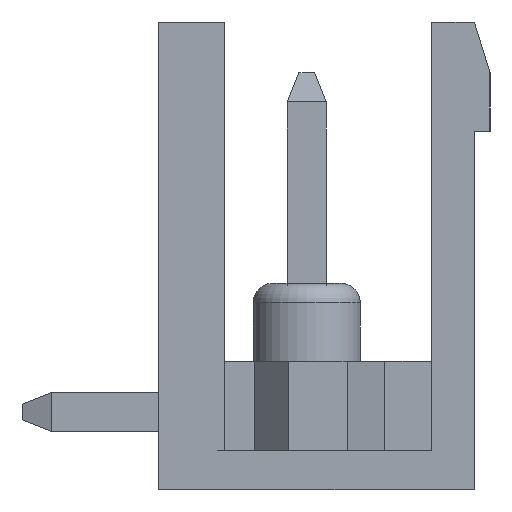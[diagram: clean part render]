
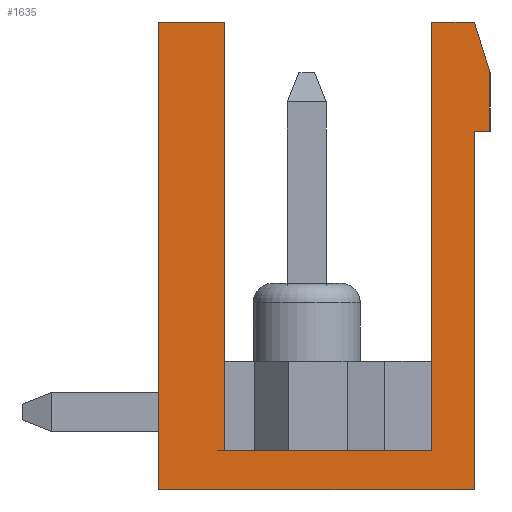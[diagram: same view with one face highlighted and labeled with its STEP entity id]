
A CAD part, left-side view. The second image highlights one B-rep face of the part: STEP entity #1635.
In plain terms, the highlighted planar face has unit normal (-1, 0, 0).
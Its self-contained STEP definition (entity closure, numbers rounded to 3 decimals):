
#1635 = ADVANCED_FACE( '', ( #3687 ), #3688, .F. );
#3687 = FACE_OUTER_BOUND( '', #6269, .T. );
#3688 = PLANE( '', #6270 );
#6269 = EDGE_LOOP( '', ( #10484, #10485, #10486, #10487, #10488, #10489, #10490, #10491, #10492, #10493, #10494 ) );
#6270 = AXIS2_PLACEMENT_3D( '', #10495, #10496, #10497 );
#10484 = ORIENTED_EDGE( '', *, *, #17422, .T. );
#10485 = ORIENTED_EDGE( '', *, *, #17423, .F. );
#10486 = ORIENTED_EDGE( '', *, *, #17424, .F. );
#10487 = ORIENTED_EDGE( '', *, *, #17425, .F. );
#10488 = ORIENTED_EDGE( '', *, *, #16692, .T. );
#10489 = ORIENTED_EDGE( '', *, *, #16272, .F. );
#10490 = ORIENTED_EDGE( '', *, *, #17426, .F. );
#10491 = ORIENTED_EDGE( '', *, *, #17427, .F. );
#10492 = ORIENTED_EDGE( '', *, *, #17428, .T. );
#10493 = ORIENTED_EDGE( '', *, *, #17429, .T. );
#10494 = ORIENTED_EDGE( '', *, *, #17308, .F. );
#10495 = CARTESIAN_POINT( '', ( -60.96, 0., 0. ) );
#10496 = DIRECTION( '', ( 1., 0., 0. ) );
#10497 = DIRECTION( '', ( 0., 0., -1. ) );
#16272 = EDGE_CURVE( '', #19668, #19669, #19670, .T. );
#16692 = EDGE_CURVE( '', #20409, #19669, #20410, .T. );
#17308 = EDGE_CURVE( '', #21415, #21416, #21417, .T. );
#17422 = EDGE_CURVE( '', #21415, #21583, #21584, .T. );
#17423 = EDGE_CURVE( '', #21585, #21583, #21586, .T. );
#17424 = EDGE_CURVE( '', #21587, #21585, #21588, .T. );
#17425 = EDGE_CURVE( '', #20409, #21587, #21589, .T. );
#17426 = EDGE_CURVE( '', #21590, #19668, #21591, .T. );
#17427 = EDGE_CURVE( '', #21592, #21590, #21593, .T. );
#17428 = EDGE_CURVE( '', #21592, #21594, #21595, .T. );
#17429 = EDGE_CURVE( '', #21594, #21416, #21596, .T. );
#19668 = VERTEX_POINT( '', #24614 );
#19669 = VERTEX_POINT( '', #24615 );
#19670 = LINE( '', #24616, #24617 );
#20409 = VERTEX_POINT( '', #25667 );
#20410 = LINE( '', #25668, #25669 );
#21415 = VERTEX_POINT( '', #27140 );
#21416 = VERTEX_POINT( '', #27141 );
#21417 = LINE( '', #27142, #27143 );
#21583 = VERTEX_POINT( '', #27402 );
#21584 = LINE( '', #27403, #27404 );
#21585 = VERTEX_POINT( '', #27405 );
#21586 = LINE( '', #27406, #27407 );
#21587 = VERTEX_POINT( '', #27408 );
#21588 = LINE( '', #27409, #27410 );
#21589 = LINE( '', #27411, #27412 );
#21590 = VERTEX_POINT( '', #27413 );
#21591 = LINE( '', #27414, #27415 );
#21592 = VERTEX_POINT( '', #27416 );
#21593 = LINE( '', #27417, #27418 );
#21594 = VERTEX_POINT( '', #27419 );
#21595 = LINE( '', #27420, #27421 );
#21596 = LINE( '', #27422, #27423 );
#24614 = CARTESIAN_POINT( '', ( -60.96, 4.05, 6. ) );
#24615 = CARTESIAN_POINT( '', ( -60.96, 2.35, 6. ) );
#24616 = CARTESIAN_POINT( '', ( -60.96, 4.05, 6. ) );
#24617 = VECTOR( '', #30999, 1000. );
#25667 = CARTESIAN_POINT( '', ( -60.96, 2.35, -5. ) );
#25668 = CARTESIAN_POINT( '', ( -60.96, 2.35, -5. ) );
#25669 = VECTOR( '', #31431, 1000. );
#27140 = CARTESIAN_POINT( '', ( -60.96, -4.45, 4.7 ) );
#27141 = CARTESIAN_POINT( '', ( -60.96, -4.45, 3.2 ) );
#27142 = CARTESIAN_POINT( '', ( -60.96, -4.45, 6. ) );
#27143 = VECTOR( '', #31976, 1000. );
#27402 = CARTESIAN_POINT( '', ( -60.96, -4.05, 6. ) );
#27403 = CARTESIAN_POINT( '', ( -60.96, -4.45, 4.7 ) );
#27404 = VECTOR( '', #32076, 1000. );
#27405 = CARTESIAN_POINT( '', ( -60.96, -2.95, 6. ) );
#27406 = CARTESIAN_POINT( '', ( -60.96, 4.05, 6. ) );
#27407 = VECTOR( '', #32077, 1000. );
#27408 = CARTESIAN_POINT( '', ( -60.96, -2.95, -5. ) );
#27409 = CARTESIAN_POINT( '', ( -60.96, -2.95, -5. ) );
#27410 = VECTOR( '', #32078, 1000. );
#27411 = CARTESIAN_POINT( '', ( -60.96, 2.35, -5. ) );
#27412 = VECTOR( '', #32079, 1000. );
#27413 = CARTESIAN_POINT( '', ( -60.96, 4.05, -6. ) );
#27414 = CARTESIAN_POINT( '', ( -60.96, 4.05, -6. ) );
#27415 = VECTOR( '', #32080, 1000. );
#27416 = CARTESIAN_POINT( '', ( -60.96, -4.05, -6. ) );
#27417 = CARTESIAN_POINT( '', ( -60.96, -4.45, -6. ) );
#27418 = VECTOR( '', #32081, 1000. );
#27419 = CARTESIAN_POINT( '', ( -60.96, -4.05, 3.2 ) );
#27420 = CARTESIAN_POINT( '', ( -60.96, -4.05, -6. ) );
#27421 = VECTOR( '', #32082, 1000. );
#27422 = CARTESIAN_POINT( '', ( -60.96, -4.05, 3.2 ) );
#27423 = VECTOR( '', #32083, 1000. );
#30999 = DIRECTION( '', ( 0., -1., 0. ) );
#31431 = DIRECTION( '', ( 0., 0., 1. ) );
#31976 = DIRECTION( '', ( 0., 0., -1. ) );
#32076 = DIRECTION( '', ( 0., 0.294, 0.956 ) );
#32077 = DIRECTION( '', ( 0., -1., 0. ) );
#32078 = DIRECTION( '', ( 0., 0., 1. ) );
#32079 = DIRECTION( '', ( 0., -1., 0. ) );
#32080 = DIRECTION( '', ( 0., 0., 1. ) );
#32081 = DIRECTION( '', ( 0., 1., 0. ) );
#32082 = DIRECTION( '', ( 0., 0., 1. ) );
#32083 = DIRECTION( '', ( 0., -1., 0. ) );
